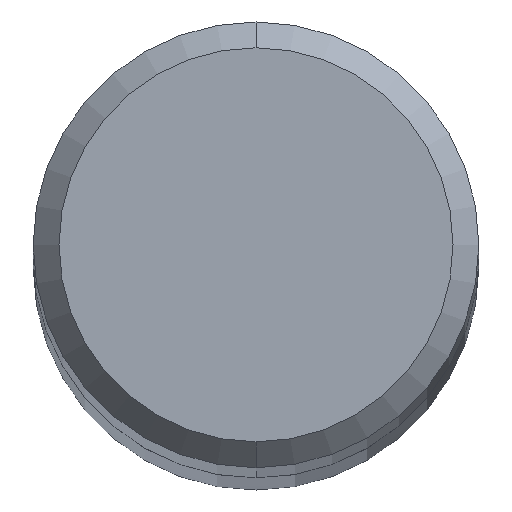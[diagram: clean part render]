
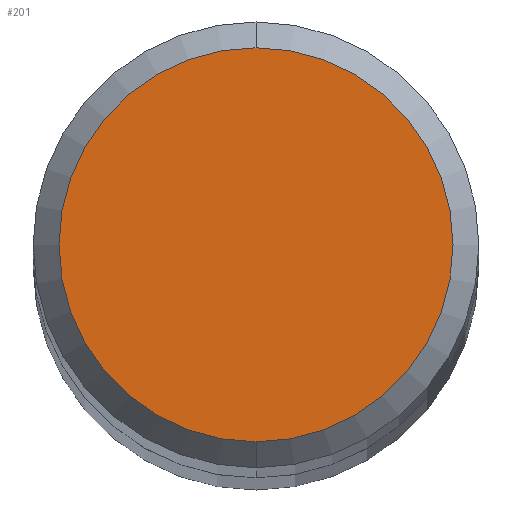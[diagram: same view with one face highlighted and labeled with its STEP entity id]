
A CAD part, top view. The second image highlights one B-rep face of the part: STEP entity #201.
In plain terms, the highlighted planar face has unit normal (0, 0, 1).
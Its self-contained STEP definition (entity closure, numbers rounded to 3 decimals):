
#201=ADVANCED_FACE('',(#479),#480,.T.);
#203=EDGE_CURVE('',#251,#303,#482,.T.);
#251=VERTEX_POINT('',#539);
#303=VERTEX_POINT('',#593);
#355=EDGE_CURVE('',#303,#251,#649,.T.);
#479=FACE_OUTER_BOUND('',#848,.T.);
#480=PLANE('',#849);
#482=CIRCLE('',#852,3.05);
#539=CARTESIAN_POINT('',(0.0,3.05,0.0));
#593=CARTESIAN_POINT('',(0.,-3.05,0.0));
#649=CIRCLE('',#1180,3.05);
#848=EDGE_LOOP('',(#1358,#1359));
#849=AXIS2_PLACEMENT_3D('',#1360,#1361,#1362);
#852=AXIS2_PLACEMENT_3D('',#1363,#1364,#1365);
#1180=AXIS2_PLACEMENT_3D('',#1537,#1538,#1539);
#1358=ORIENTED_EDGE('',*,*,#203,.F.);
#1359=ORIENTED_EDGE('',*,*,#355,.F.);
#1360=CARTESIAN_POINT('',(0.0,1.525,0.0));
#1361=DIRECTION('',(-0.0,0.0,1.0));
#1362=DIRECTION('',(0.0,-1.0,0.0));
#1363=CARTESIAN_POINT('',(0.0,0.0,0.0));
#1364=DIRECTION('',(0.0,0.0,-1.0));
#1365=DIRECTION('',(0.0,1.0,0.0));
#1537=CARTESIAN_POINT('',(0.0,0.0,0.0));
#1538=DIRECTION('',(0.0,0.0,-1.0));
#1539=DIRECTION('',(0.0,1.0,0.0));
